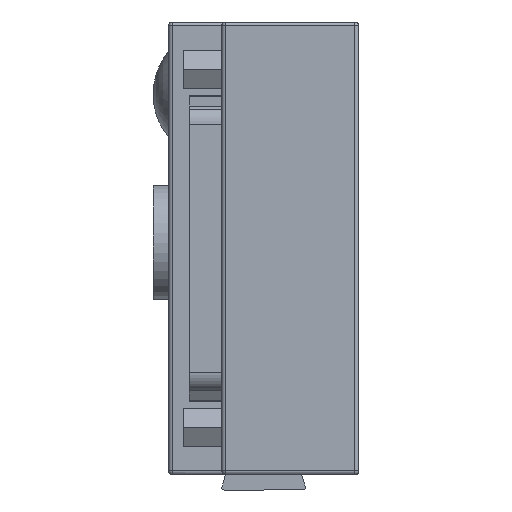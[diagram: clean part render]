
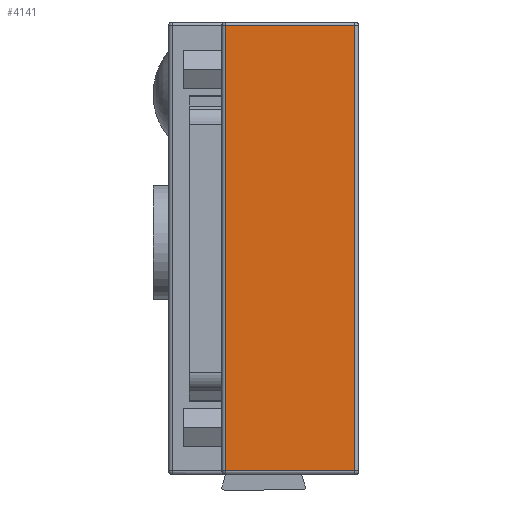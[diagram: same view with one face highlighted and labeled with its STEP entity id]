
A CAD part, left-side view. The second image highlights one B-rep face of the part: STEP entity #4141.
In plain terms, the highlighted planar face has unit normal (-1, 0, 0).
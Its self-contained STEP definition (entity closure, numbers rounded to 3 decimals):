
#372 = VERTEX_POINT ( 'NONE', #5605 ) ;
#373 = VERTEX_POINT ( 'NONE', #5606 ) ;
#374 = VERTEX_POINT ( 'NONE', #5607 ) ;
#375 = VERTEX_POINT ( 'NONE', #5608 ) ;
#875 = EDGE_CURVE ( 'NONE', #372, #373, #5377, .T. ) ;
#876 = EDGE_CURVE ( 'NONE', #373, #374, #5379, .T. ) ;
#877 = EDGE_CURVE ( 'NONE', #374, #375, #5381, .T. ) ;
#878 = EDGE_CURVE ( 'NONE', #375, #372, #5383, .T. ) ;
#1481 = EDGE_LOOP ( 'NONE', ( #2760, #2761, #2762, #2763 ) ) ;
#2760 = ORIENTED_EDGE ( 'NONE', *, *, #875, .T. ) ;
#2761 = ORIENTED_EDGE ( 'NONE', *, *, #876, .T. ) ;
#2762 = ORIENTED_EDGE ( 'NONE', *, *, #877, .T. ) ;
#2763 = ORIENTED_EDGE ( 'NONE', *, *, #878, .T. ) ;
#4077 = AXIS2_PLACEMENT_3D ( 'NONE', #8529, #8530, #8531 ) ;
#4141 = ADVANCED_FACE ( 'NONE', ( #8868 ), #8528, .T. ) ;
#5377 = LINE ( 'NONE', #6112, #5378 ) ;
#5378 = VECTOR ( 'NONE', #6113, 1000. ) ;
#5379 = LINE ( 'NONE', #6114, #5380 ) ;
#5380 = VECTOR ( 'NONE', #6115, 1000. ) ;
#5381 = LINE ( 'NONE', #6116, #5382 ) ;
#5382 = VECTOR ( 'NONE', #6117, 1000. ) ;
#5383 = LINE ( 'NONE', #6118, #5384 ) ;
#5384 = VECTOR ( 'NONE', #6119, 1000. ) ;
#5605 = CARTESIAN_POINT ( 'NONE',  ( 0., -12., 29.25 ) ) ;
#5606 = CARTESIAN_POINT ( 'NONE',  ( 0., 5., 29.25 ) ) ;
#5607 = CARTESIAN_POINT ( 'NONE',  ( 0., 5., -29.25 ) ) ;
#5608 = CARTESIAN_POINT ( 'NONE',  ( 0., -12., -29.25 ) ) ;
#6112 = CARTESIAN_POINT ( 'NONE',  ( 0., 5.5, 29.25 ) ) ;
#6113 = DIRECTION ( 'NONE',  ( 0., 1., 0. ) ) ;
#6114 = CARTESIAN_POINT ( 'NONE',  ( 0., 5., -29.75 ) ) ;
#6115 = DIRECTION ( 'NONE',  ( 0., 0., -1. ) ) ;
#6116 = CARTESIAN_POINT ( 'NONE',  ( 0., -12.5, -29.25 ) ) ;
#6117 = DIRECTION ( 'NONE',  ( 0., -1., 0. ) ) ;
#6118 = CARTESIAN_POINT ( 'NONE',  ( 0., -12., 29.75 ) ) ;
#6119 = DIRECTION ( 'NONE',  ( 0., 0., 1. ) ) ;
#8528 = PLANE ( 'NONE',  #4077 ) ;
#8529 = CARTESIAN_POINT ( 'NONE',  ( 0., -12.5, -29.75 ) ) ;
#8530 = DIRECTION ( 'NONE',  ( -1., 0., 0. ) ) ;
#8531 = DIRECTION ( 'NONE',  ( 0., 0., 1. ) ) ;
#8868 = FACE_OUTER_BOUND ( 'NONE', #1481, .T. ) ;
